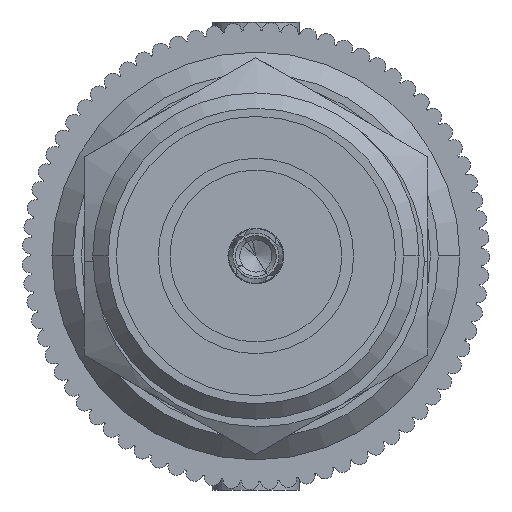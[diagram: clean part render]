
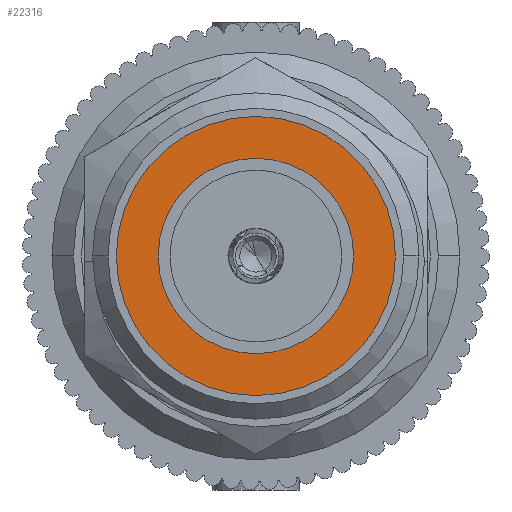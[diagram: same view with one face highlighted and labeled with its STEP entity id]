
A CAD part, left-side view. The second image highlights one B-rep face of the part: STEP entity #22316.
In plain terms, the highlighted face is planar.
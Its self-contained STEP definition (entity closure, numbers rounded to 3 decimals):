
#244 = DIRECTION ( 'NONE',  ( 0., 1., 0. ) ) ;
#391 = PLANE ( 'NONE',  #3493 ) ;
#1093 = AXIS2_PLACEMENT_3D ( 'NONE', #1150, #24811, #6139 ) ;
#1150 = CARTESIAN_POINT ( 'NONE',  ( 0., 0.05, 0. ) ) ;
#2143 = DIRECTION ( 'NONE',  ( 0., -1., 0. ) ) ;
#2797 = VERTEX_POINT ( 'NONE', #19302 ) ;
#2804 = CARTESIAN_POINT ( 'NONE',  ( 0., 0.05, 0. ) ) ;
#3212 = CARTESIAN_POINT ( 'NONE',  ( 0., 0.05, 0. ) ) ;
#3493 = AXIS2_PLACEMENT_3D ( 'NONE', #2804, #244, #27994 ) ;
#3584 = DIRECTION ( 'NONE',  ( 0., 0., 1. ) ) ;
#4259 = EDGE_CURVE ( 'NONE', #29344, #14667, #10795, .T. ) ;
#5319 = ORIENTED_EDGE ( 'NONE', *, *, #22508, .F. ) ;
#5863 = CARTESIAN_POINT ( 'NONE',  ( 0., 0.05, 0. ) ) ;
#5969 = EDGE_LOOP ( 'NONE', ( #25760, #20661 ) ) ;
#6082 = DIRECTION ( 'NONE',  ( 0., 1., 0. ) ) ;
#6139 = DIRECTION ( 'NONE',  ( 0., 0., 1. ) ) ;
#7123 = AXIS2_PLACEMENT_3D ( 'NONE', #3212, #6082, #12428 ) ;
#7549 = EDGE_CURVE ( 'NONE', #14667, #29344, #8500, .T. ) ;
#8500 = CIRCLE ( 'NONE', #16190, 3.25 ) ;
#8810 = CARTESIAN_POINT ( 'NONE',  ( 0., 0.05, -2.275 ) ) ;
#9061 = CIRCLE ( 'NONE', #7123, 2.275 ) ;
#10795 = CIRCLE ( 'NONE', #20425, 3.25 ) ;
#11342 = DIRECTION ( 'NONE',  ( 0., 0., 1. ) ) ;
#12428 = DIRECTION ( 'NONE',  ( 0., 0., 1. ) ) ;
#12527 = EDGE_CURVE ( 'NONE', #2797, #18527, #9061, .T. ) ;
#14096 = CIRCLE ( 'NONE', #1093, 2.275 ) ;
#14667 = VERTEX_POINT ( 'NONE', #23922 ) ;
#16190 = AXIS2_PLACEMENT_3D ( 'NONE', #27325, #2143, #11342 ) ;
#16591 = CARTESIAN_POINT ( 'NONE',  ( 0., 0.05, -3.25 ) ) ;
#17051 = DIRECTION ( 'NONE',  ( 0., -1., 0. ) ) ;
#18217 = FACE_BOUND ( 'NONE', #23367, .T. ) ;
#18527 = VERTEX_POINT ( 'NONE', #8810 ) ;
#19302 = CARTESIAN_POINT ( 'NONE',  ( 0., 0.05, 2.275 ) ) ;
#20425 = AXIS2_PLACEMENT_3D ( 'NONE', #5863, #17051, #3584 ) ;
#20661 = ORIENTED_EDGE ( 'NONE', *, *, #4259, .F. ) ;
#22316 = ADVANCED_FACE ( 'NONE', ( #18217, #23467 ), #391, .T. ) ;
#22508 = EDGE_CURVE ( 'NONE', #18527, #2797, #14096, .T. ) ;
#23367 = EDGE_LOOP ( 'NONE', ( #5319, #26166 ) ) ;
#23467 = FACE_OUTER_BOUND ( 'NONE', #5969, .T. ) ;
#23922 = CARTESIAN_POINT ( 'NONE',  ( 0., 0.05, 3.25 ) ) ;
#24811 = DIRECTION ( 'NONE',  ( 0., 1., 0. ) ) ;
#25760 = ORIENTED_EDGE ( 'NONE', *, *, #7549, .F. ) ;
#26166 = ORIENTED_EDGE ( 'NONE', *, *, #12527, .F. ) ;
#27325 = CARTESIAN_POINT ( 'NONE',  ( 0., 0.05, 0. ) ) ;
#27994 = DIRECTION ( 'NONE',  ( 0., 0., 1. ) ) ;
#29344 = VERTEX_POINT ( 'NONE', #16591 ) ;
